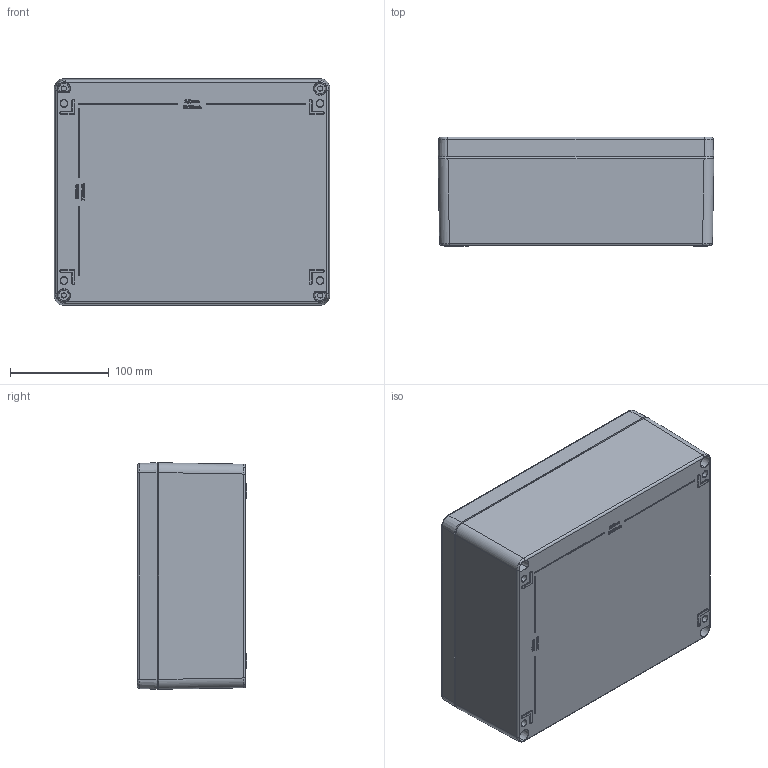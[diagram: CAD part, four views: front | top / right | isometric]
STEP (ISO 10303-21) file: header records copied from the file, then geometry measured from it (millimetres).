
FILE_DESCRIPTION (( 'STEP AP214' ), '1' );
FILE_NAME ('01232811.STEP', '2009-03-11T07:46:55', ( ' ' ), ( '' ), 'SwSTEP 2.0', 'SolidWorks 2008', '' );
FILE_SCHEMA (( 'AUTOMOTIVE_DESIGN' ));
Products named in the file (5): 02061_Standard; 01061_Standard; 82009_Standard; 93134_Standard; 01232811
Assembly tree (7 placements, depth 2):
  01232811
    93134_Standard  x4
    82009_Standard
    02061_Standard
    01061_Standard
Bounding box: 280 x 111 x 230 mm (x, y, z)
Volume: 1142048.6 mm3; surface area: 497666.1 mm2
Topology: 7 solids, 7 shells, 2593 faces, 5917 edges, 3127 vertices
Faces by surface type: bspline 919, cylinder 645, plane 425, cone 270, torus 175, sphere 159
Entity records: 109195 total; most frequent: CARTESIAN_POINT 61984, ORIENTED_EDGE 10748, DIRECTION 8360, EDGE_CURVE 5374, AXIS2_PLACEMENT_3D 3365, VERTEX_POINT 2977, EDGE_LOOP 2619, ADVANCED_FACE 2500
